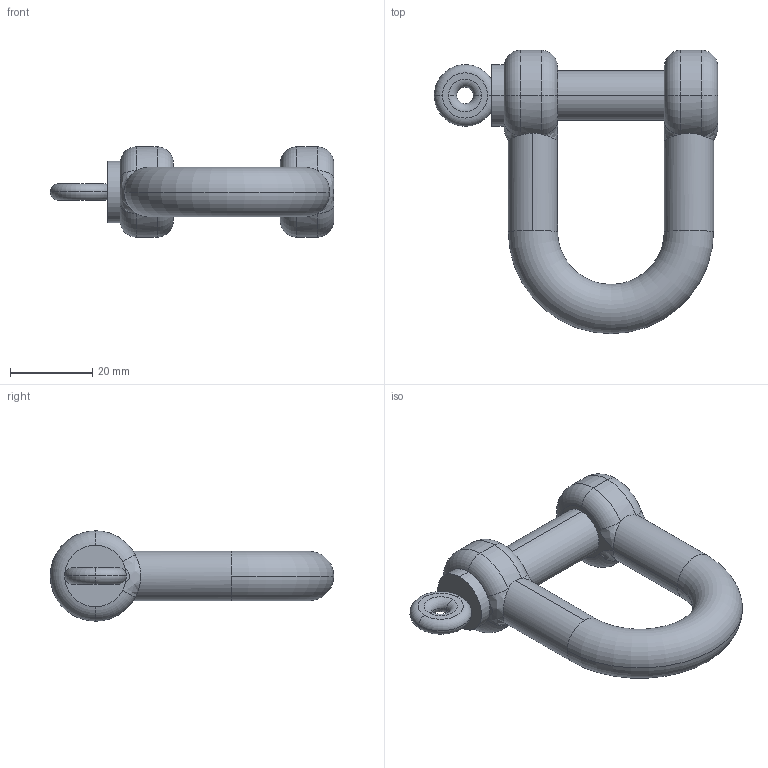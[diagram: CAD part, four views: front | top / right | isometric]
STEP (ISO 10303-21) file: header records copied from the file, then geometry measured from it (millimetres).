
FILE_DESCRIPTION (( 'STEP AP203' ), '1' );
FILE_NAME ('B-1110-1.STEP', '2009-03-12T04:28:31', ( ' ' ), ( ' ' ), 'SwSTEP 2.0', 'SolidWorks 2007', '' );
FILE_SCHEMA (( 'CONFIG_CONTROL_DESIGN' ));
Length unit declared in the file: millimetre
Products named in the file (3): B-1110-1; B-1110-1僼僢僋__棉太倌; B-1110-1僔儍僼僩__棉太倌
Assembly tree (2 placements, depth 2):
  B-1110-1
    B-1110-1僔儍僼僩__棉太倌
    B-1110-1僼僢僋__棉太倌
Bounding box: 69 x 69 x 22 mm (x, y, z)
Volume: 24927.4 mm3; surface area: 9996 mm2
Topology: 2 solids, 2 shells, 55 faces, 127 edges, 74 vertices
Faces by surface type: torus 22, cylinder 18, plane 9, bspline 6
Entity records: 2535 total; most frequent: CARTESIAN_POINT 996, DIRECTION 292, ORIENTED_EDGE 246, AXIS2_PLACEMENT_3D 138, EDGE_CURVE 123, CIRCLE 84, VERTEX_POINT 74, EDGE_LOOP 63
